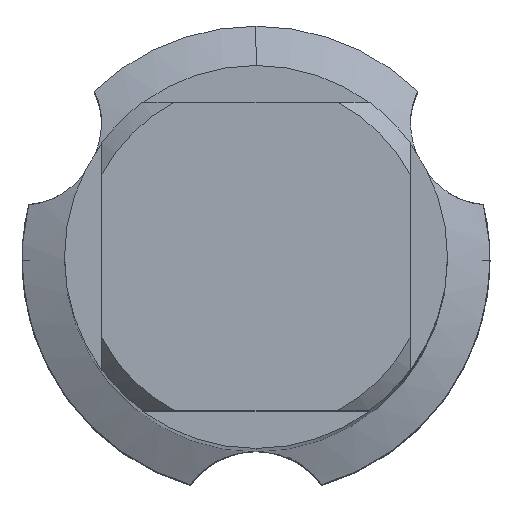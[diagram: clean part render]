
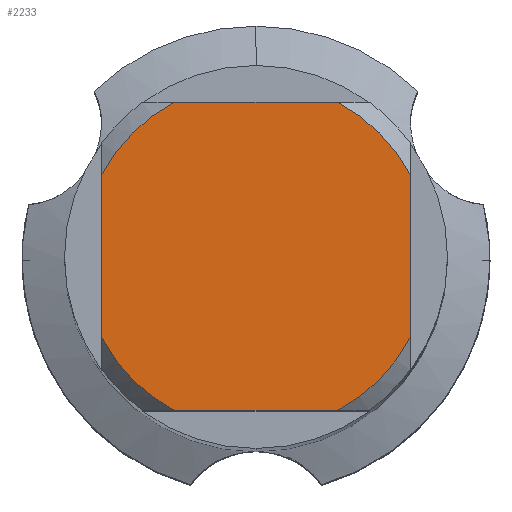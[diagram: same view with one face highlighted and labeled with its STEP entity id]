
A CAD part, top view. The second image highlights one B-rep face of the part: STEP entity #2233.
In plain terms, the highlighted planar face has unit normal (0, 0, 1).
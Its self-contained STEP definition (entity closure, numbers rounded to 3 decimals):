
#1849=VERTEX_POINT('',#5439);
#1865=VERTEX_POINT('',#5457);
#2031=VERTEX_POINT('',#5631);
#2233=ADVANCED_FACE('',(#5849),#5850,.T.);
#2553=EDGE_CURVE('',#3237,#3883,#6201,.T.);
#2813=EDGE_CURVE('',#3237,#2031,#6483,.T.);
#2917=EDGE_CURVE('',#3597,#3883,#6598,.T.);
#3237=VERTEX_POINT('',#6950);
#3459=EDGE_CURVE('',#3673,#2031,#7186,.T.);
#3597=VERTEX_POINT('',#7334);
#3609=EDGE_CURVE('',#3673,#1865,#7348,.T.);
#3673=VERTEX_POINT('',#7423);
#3683=EDGE_CURVE('',#1849,#1865,#7433,.T.);
#3775=EDGE_CURVE('',#1849,#4475,#7530,.T.);
#3883=VERTEX_POINT('',#7648);
#3979=EDGE_CURVE('',#3597,#4475,#7758,.T.);
#4475=VERTEX_POINT('',#8302);
#5439=CARTESIAN_POINT('',(7.25,-3.831,0.0));
#5457=CARTESIAN_POINT('',(3.831,-7.25,0.0));
#5631=CARTESIAN_POINT('',(-7.25,-3.831,0.0));
#5849=FACE_OUTER_BOUND('',#10129,.T.);
#5850=PLANE('',#10130);
#6201=CIRCLE('',#10789,8.2);
#6483=LINE('',#11288,#11289);
#6598=LINE('',#11535,#11536);
#6950=CARTESIAN_POINT('',(-7.25,3.831,0.0));
#7186=CIRCLE('',#12614,8.2);
#7334=CARTESIAN_POINT('',(3.831,7.25,0.0));
#7348=LINE('',#12894,#12895);
#7423=CARTESIAN_POINT('',(-3.831,-7.25,0.0));
#7433=CIRCLE('',#13058,8.2);
#7530=LINE('',#13279,#13280);
#7648=CARTESIAN_POINT('',(-3.831,7.25,0.0));
#7758=CIRCLE('',#13693,8.2);
#8302=CARTESIAN_POINT('',(7.25,3.831,0.0));
#10129=EDGE_LOOP('',(#17067,#17068,#17069,#17070,#17071,#17072,#17073,#17074));
#10130=AXIS2_PLACEMENT_3D('',#17075,#17076,#17077);
#10789=AXIS2_PLACEMENT_3D('',#17452,#17453,#17454);
#11288=CARTESIAN_POINT('',(-7.25,2.05,0.0));
#11289=VECTOR('',#17743,1.0);
#11535=CARTESIAN_POINT('',(0.0,7.25,0.0));
#11536=VECTOR('',#17873,1.0);
#12614=AXIS2_PLACEMENT_3D('',#18530,#18531,#18532);
#12894=CARTESIAN_POINT('',(0.0,-7.25,0.0));
#12895=VECTOR('',#18695,1.0);
#13058=AXIS2_PLACEMENT_3D('',#18799,#18800,#18801);
#13279=CARTESIAN_POINT('',(7.25,2.05,0.0));
#13280=VECTOR('',#18861,1.0);
#13693=AXIS2_PLACEMENT_3D('',#19271,#19272,#19273);
#17067=ORIENTED_EDGE('',*,*,#2813,.T.);
#17068=ORIENTED_EDGE('',*,*,#3459,.F.);
#17069=ORIENTED_EDGE('',*,*,#3609,.T.);
#17070=ORIENTED_EDGE('',*,*,#3683,.F.);
#17071=ORIENTED_EDGE('',*,*,#3775,.T.);
#17072=ORIENTED_EDGE('',*,*,#3979,.F.);
#17073=ORIENTED_EDGE('',*,*,#2917,.T.);
#17074=ORIENTED_EDGE('',*,*,#2553,.F.);
#17075=CARTESIAN_POINT('',(0.0,4.1,0.0));
#17076=DIRECTION('',(-0.0,0.0,1.0));
#17077=DIRECTION('',(0.0,-1.0,0.0));
#17452=CARTESIAN_POINT('',(0.0,0.0,0.0));
#17453=DIRECTION('',(0.0,0.0,-1.0));
#17454=DIRECTION('',(0.0,1.0,0.0));
#17743=DIRECTION('',(-0.0,-1.0,0.0));
#17873=DIRECTION('',(-1.0,0.0,0.0));
#18530=CARTESIAN_POINT('',(0.0,0.0,0.0));
#18531=DIRECTION('',(0.0,0.0,-1.0));
#18532=DIRECTION('',(0.0,1.0,0.0));
#18695=DIRECTION('',(1.0,0.0,0.0));
#18799=CARTESIAN_POINT('',(0.0,0.0,0.0));
#18800=DIRECTION('',(0.0,0.0,-1.0));
#18801=DIRECTION('',(0.0,1.0,0.0));
#18861=DIRECTION('',(-0.0,1.0,0.0));
#19271=CARTESIAN_POINT('',(0.0,0.0,0.0));
#19272=DIRECTION('',(0.0,0.0,-1.0));
#19273=DIRECTION('',(0.0,1.0,0.0));
